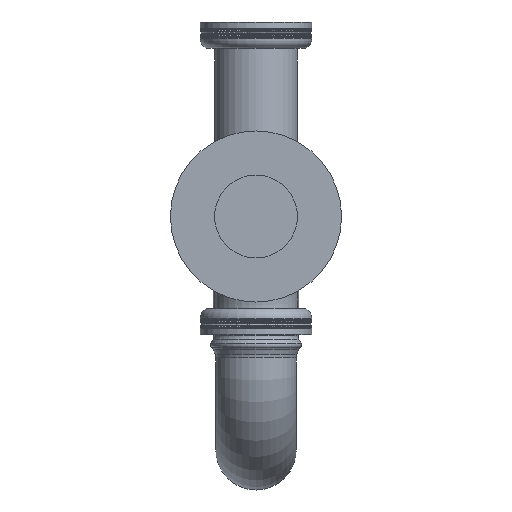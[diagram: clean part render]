
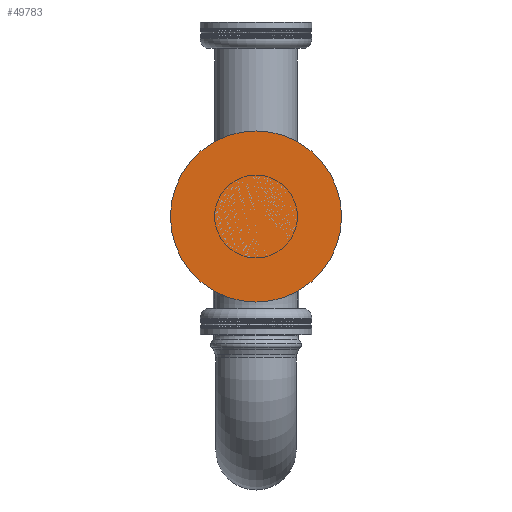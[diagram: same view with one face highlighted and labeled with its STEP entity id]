
A CAD part, left-side view. The second image highlights one B-rep face of the part: STEP entity #49783.
In plain terms, the highlighted planar face has unit normal (-1, 0, 0).
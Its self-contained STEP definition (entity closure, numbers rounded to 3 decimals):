
#4426=PLANE('',#55886);
#6072=CIRCLE('',#55887,33.);
#20181=ORIENTED_EDGE('',*,*,#27294,.T.);
#27294=EDGE_CURVE('',#30048,#30048,#6072,.T.);
#30048=VERTEX_POINT('',#96241);
#38763=EDGE_LOOP('',(#20181));
#43197=FACE_BOUND('',#38763,.T.);
#49783=ADVANCED_FACE('',(#43197),#4426,.T.);
#55886=AXIS2_PLACEMENT_3D('',#96239,#69012,#69013);
#55887=AXIS2_PLACEMENT_3D('',#96240,#69014,#69015);
#69012=DIRECTION('',(-1.,0.,0.));
#69013=DIRECTION('',(0.,1.,0.));
#69014=DIRECTION('',(-1.,0.,0.));
#69015=DIRECTION('',(0.,1.,0.));
#96239=CARTESIAN_POINT('',(0.,0.,54.526));
#96240=CARTESIAN_POINT('',(0.,0.,54.526));
#96241=CARTESIAN_POINT('',(0.,33.,54.526));
